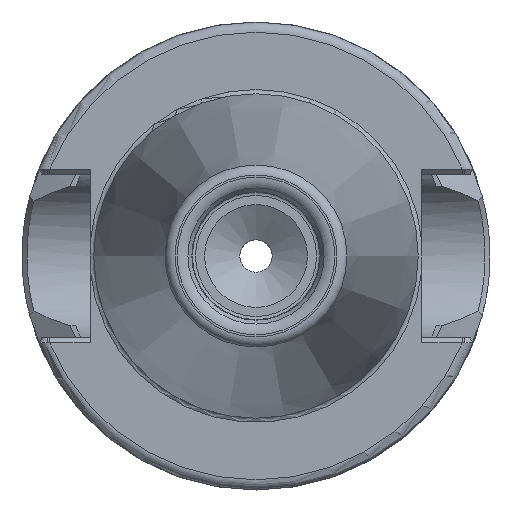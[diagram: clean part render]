
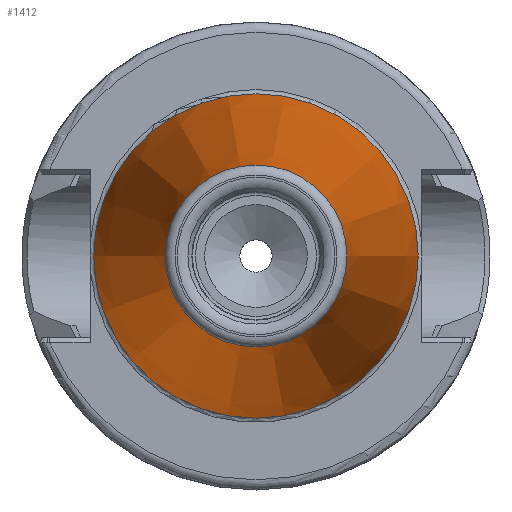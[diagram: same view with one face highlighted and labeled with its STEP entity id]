
A CAD part, left-side view. The second image highlights one B-rep face of the part: STEP entity #1412.
In plain terms, the highlighted conical face has half-angle 8.297 degrees and reference radius 12.445 mm.
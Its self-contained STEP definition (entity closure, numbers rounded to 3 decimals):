
#205=FACE_OUTER_BOUND('',#282,.T.);
#282=EDGE_LOOP('',(#1313,#1314,#1315,#1316,#1317,#1318,#1319));
#349=LINE('',#3134,#415);
#415=VECTOR('',#1980,12.445);
#510=CIRCLE('',#1587,8.941);
#511=CIRCLE('',#1588,8.941);
#512=CIRCLE('',#1589,8.941);
#514=CIRCLE('',#1592,15.948);
#515=CIRCLE('',#1593,15.948);
#663=VERTEX_POINT('',#3122);
#664=VERTEX_POINT('',#3123);
#665=VERTEX_POINT('',#3125);
#666=VERTEX_POINT('',#3130);
#667=VERTEX_POINT('',#3131);
#881=EDGE_CURVE('',#663,#664,#510,.T.);
#882=EDGE_CURVE('',#665,#663,#511,.T.);
#883=EDGE_CURVE('',#664,#665,#512,.T.);
#885=EDGE_CURVE('',#666,#667,#514,.T.);
#886=EDGE_CURVE('',#667,#666,#515,.T.);
#887=EDGE_CURVE('',#667,#665,#349,.T.);
#1313=ORIENTED_EDGE('',*,*,#885,.F.);
#1314=ORIENTED_EDGE('',*,*,#886,.F.);
#1315=ORIENTED_EDGE('',*,*,#887,.T.);
#1316=ORIENTED_EDGE('',*,*,#882,.T.);
#1317=ORIENTED_EDGE('',*,*,#881,.T.);
#1318=ORIENTED_EDGE('',*,*,#883,.T.);
#1319=ORIENTED_EDGE('',*,*,#887,.F.);
#1341=CONICAL_SURFACE('',#1591,12.445,0.145);
#1412=ADVANCED_FACE('',(#205),#1341,.T.);
#1587=AXIS2_PLACEMENT_3D('',#3124,#1966,#1967);
#1588=AXIS2_PLACEMENT_3D('',#3126,#1968,#1969);
#1589=AXIS2_PLACEMENT_3D('',#3127,#1970,#1971);
#1591=AXIS2_PLACEMENT_3D('',#3129,#1974,#1975);
#1592=AXIS2_PLACEMENT_3D('',#3132,#1976,#1977);
#1593=AXIS2_PLACEMENT_3D('',#3133,#1978,#1979);
#1966=DIRECTION('center_axis',(1.,0.,0.));
#1967=DIRECTION('ref_axis',(0.,0.,-1.));
#1968=DIRECTION('center_axis',(1.,0.,0.));
#1969=DIRECTION('ref_axis',(0.,0.,-1.));
#1970=DIRECTION('center_axis',(1.,0.,0.));
#1971=DIRECTION('ref_axis',(0.,0.,-1.));
#1974=DIRECTION('center_axis',(1.,0.,0.));
#1975=DIRECTION('ref_axis',(0.,1.,0.));
#1976=DIRECTION('center_axis',(1.,0.,0.));
#1977=DIRECTION('ref_axis',(0.,0.,-1.));
#1978=DIRECTION('center_axis',(1.,0.,0.));
#1979=DIRECTION('ref_axis',(0.,0.,-1.));
#1980=DIRECTION('',(-0.99,0.144,0.));
#3122=CARTESIAN_POINT('',(-47.944,8.941,0.));
#3123=CARTESIAN_POINT('',(-47.944,0.,8.941));
#3124=CARTESIAN_POINT('Origin',(-47.944,0.,
0.));
#3125=CARTESIAN_POINT('',(-47.944,-8.941,0.));
#3126=CARTESIAN_POINT('Origin',(-47.944,0.,
0.));
#3127=CARTESIAN_POINT('Origin',(-47.944,0.,
0.));
#3129=CARTESIAN_POINT('Origin',(-23.922,0.,
0.));
#3130=CARTESIAN_POINT('',(0.1,15.948,0.));
#3131=CARTESIAN_POINT('',(0.1,-15.948,0.));
#3132=CARTESIAN_POINT('Origin',(0.1,0.,
0.));
#3133=CARTESIAN_POINT('Origin',(0.1,0.,
0.));
#3134=CARTESIAN_POINT('',(-23.922,-12.445,0.));
